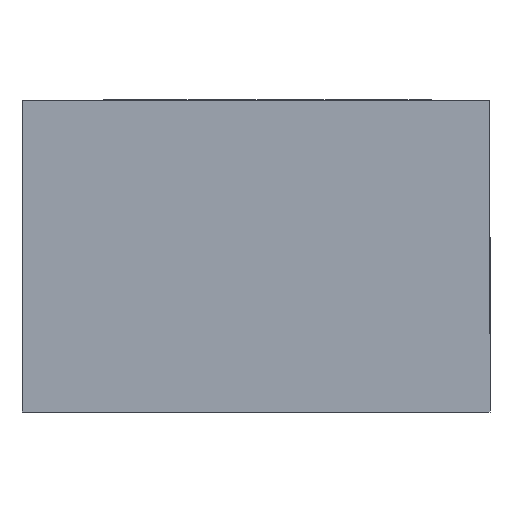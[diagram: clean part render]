
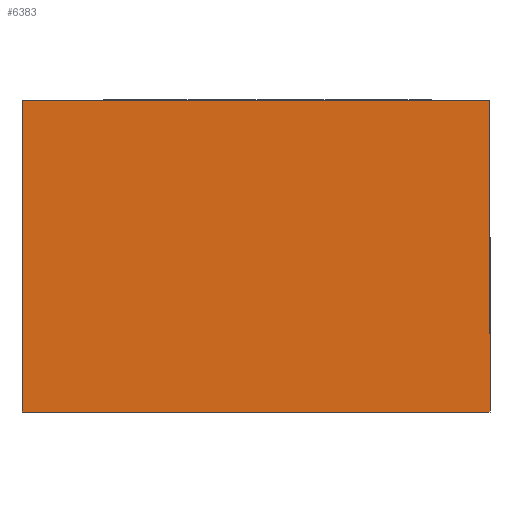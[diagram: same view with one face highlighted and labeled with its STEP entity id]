
A CAD part, front view. The second image highlights one B-rep face of the part: STEP entity #6383.
In plain terms, the highlighted face is planar.
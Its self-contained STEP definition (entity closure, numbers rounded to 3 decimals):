
#1138=ORIENTED_EDGE('',*,*,#2214,.T.);
#1139=ORIENTED_EDGE('',*,*,#2240,.T.);
#1140=ORIENTED_EDGE('',*,*,#2241,.T.);
#1141=ORIENTED_EDGE('',*,*,#2310,.T.);
#2214=EDGE_CURVE('',#2876,#2877,#3464,.T.);
#2240=EDGE_CURVE('',#2877,#2901,#3490,.T.);
#2241=EDGE_CURVE('',#2901,#2902,#3491,.T.);
#2310=EDGE_CURVE('',#2902,#2876,#3543,.T.);
#2876=VERTEX_POINT('',#9229);
#2877=VERTEX_POINT('',#9230);
#2901=VERTEX_POINT('',#9280);
#2902=VERTEX_POINT('',#9284);
#3464=LINE('',#9228,#4116);
#3490=LINE('',#9281,#4142);
#3491=LINE('',#9283,#4143);
#3543=LINE('',#9415,#4195);
#4116=VECTOR('',#7699,1000.);
#4142=VECTOR('',#7727,1000.);
#4143=VECTOR('',#7730,1000.);
#4195=VECTOR('',#7820,1000.);
#4603=EDGE_LOOP('',(#1138,#1139,#1140,#1141));
#4885=FACE_BOUND('',#4603,.T.);
#5126=PLANE('',#6766);
#6383=ADVANCED_FACE('',(#4885),#5126,.T.);
#6766=AXIS2_PLACEMENT_3D('',#9424,#7826,#7827);
#7699=DIRECTION('',(0.,1.,0.));
#7727=DIRECTION('',(1.,0.,0.));
#7730=DIRECTION('',(0.,-1.,0.));
#7820=DIRECTION('',(-1.,0.,0.));
#7826=DIRECTION('',(0.,0.,-1.));
#7827=DIRECTION('',(-1.,0.,0.));
#9228=CARTESIAN_POINT('',(-1.332,-1.191,0.));
#9229=CARTESIAN_POINT('',(-1.332,-1.191,0.));
#9230=CARTESIAN_POINT('',(-1.332,0.809,0.));
#9280=CARTESIAN_POINT('',(1.668,0.809,0.));
#9281=CARTESIAN_POINT('',(-1.332,0.809,0.));
#9283=CARTESIAN_POINT('',(1.668,0.809,0.));
#9284=CARTESIAN_POINT('',(1.668,-1.191,0.));
#9415=CARTESIAN_POINT('',(1.668,-1.191,0.));
#9424=CARTESIAN_POINT('',(-1.332,0.809,0.));
